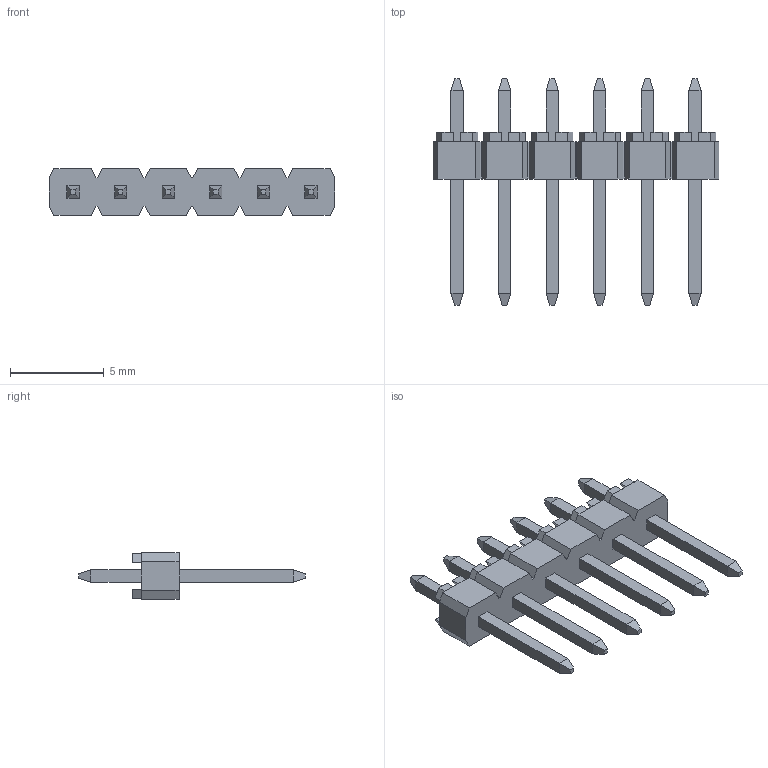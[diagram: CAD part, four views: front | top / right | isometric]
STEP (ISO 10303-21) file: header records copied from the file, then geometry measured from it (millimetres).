
FILE_DESCRIPTION((''),'2;1');
FILE_NAME('901200766','2014-01-20T',('me'),(''),'PRO/ENGINEER BY PARAMETRIC TECHNOLOGY CORPORATION, 2011490','PRO/ENGINEER BY PARAMETRIC TECHNOLOGY CORPORATION, 2011490','');
FILE_SCHEMA(('CONFIG_CONTROL_DESIGN'));
Length unit declared in the file: millimetre
Products named in the file (1): 901200766
Bounding box: 15.24 x 12.12 x 2.5 mm (x, y, z)
Volume: 100 mm3; surface area: 331 mm2
Topology: 1 solids, 1 shells, 278 faces, 684 edges, 444 vertices
Faces by surface type: plane 278
Entity records: 8009 total; most frequent: CARTESIAN_POINT 1395, ORIENTED_EDGE 1344, DIRECTION 1254, VECTOR 672, LINE 672, EDGE_CURVE 672, VERTEX_POINT 432, EDGE_LOOP 314
